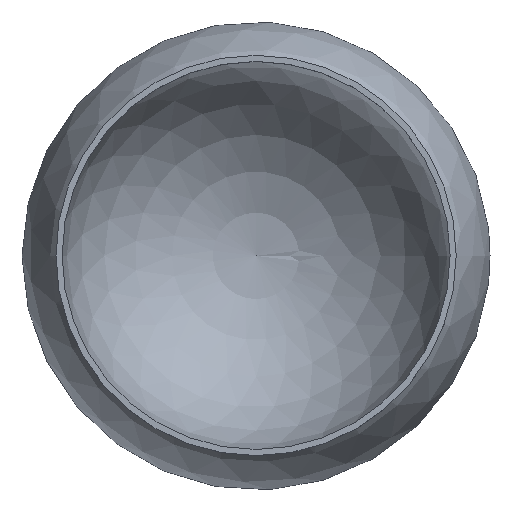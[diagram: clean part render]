
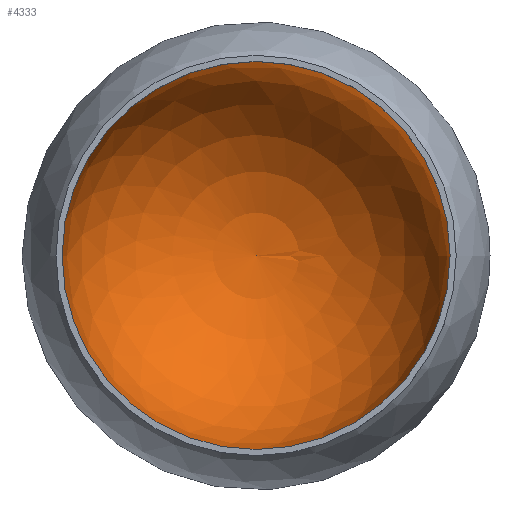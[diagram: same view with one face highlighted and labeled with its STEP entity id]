
A CAD part, top view. The second image highlights one B-rep face of the part: STEP entity #4333.
In plain terms, the highlighted spherical face has radius 128.5 mm.
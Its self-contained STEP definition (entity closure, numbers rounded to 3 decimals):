
#75=SPHERICAL_SURFACE('',#5116,128.5);
#1318=FACE_OUTER_BOUND('',#1626,.T.);
#1626=EDGE_LOOP('',(#4078,#4079,#4080,#4081));
#1861=CIRCLE('',#5117,128.5);
#1862=CIRCLE('',#5118,128.5);
#1863=CIRCLE('',#5119,128.5);
#2280=VERTEX_POINT('',#7867);
#2281=VERTEX_POINT('',#7868);
#2282=VERTEX_POINT('',#7871);
#2883=EDGE_CURVE('',#2280,#2281,#1861,.T.);
#2884=EDGE_CURVE('',#2281,#2280,#1862,.T.);
#2885=EDGE_CURVE('',#2282,#2281,#1863,.T.);
#4078=ORIENTED_EDGE('',*,*,#2883,.F.);
#4079=ORIENTED_EDGE('',*,*,#2884,.F.);
#4080=ORIENTED_EDGE('',*,*,#2885,.F.);
#4081=ORIENTED_EDGE('',*,*,#2885,.T.);
#4333=ADVANCED_FACE('',(#1318),#75,.F.);
#5116=AXIS2_PLACEMENT_3D('',#7866,#6477,#6478);
#5117=AXIS2_PLACEMENT_3D('',#7869,#6479,#6480);
#5118=AXIS2_PLACEMENT_3D('',#7870,#6481,#6482);
#5119=AXIS2_PLACEMENT_3D('',#7872,#6483,#6484);
#6477=DIRECTION('center_axis',(0.,0.,1.));
#6478=DIRECTION('ref_axis',(1.,0.,0.));
#6479=DIRECTION('center_axis',(0.,0.,-1.));
#6480=DIRECTION('ref_axis',(0.,-1.,0.));
#6481=DIRECTION('center_axis',(0.,0.,-1.));
#6482=DIRECTION('ref_axis',(0.,-1.,0.));
#6483=DIRECTION('center_axis',(0.,1.,0.));
#6484=DIRECTION('ref_axis',(-1.,0.,0.));
#7866=CARTESIAN_POINT('Origin',(0.,0.,0.));
#7867=CARTESIAN_POINT('',(0.,-128.5,0.));
#7868=CARTESIAN_POINT('',(-128.5,0.,0.));
#7869=CARTESIAN_POINT('Origin',(0.,0.,0.));
#7870=CARTESIAN_POINT('Origin',(0.,0.,0.));
#7871=CARTESIAN_POINT('',(0.,0.,-128.5));
#7872=CARTESIAN_POINT('Origin',(0.,0.,0.));
